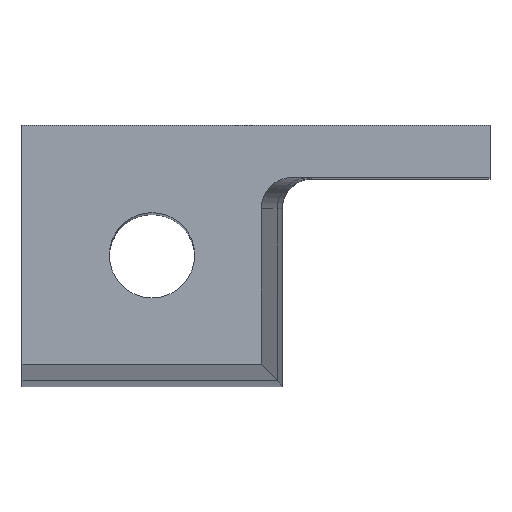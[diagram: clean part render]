
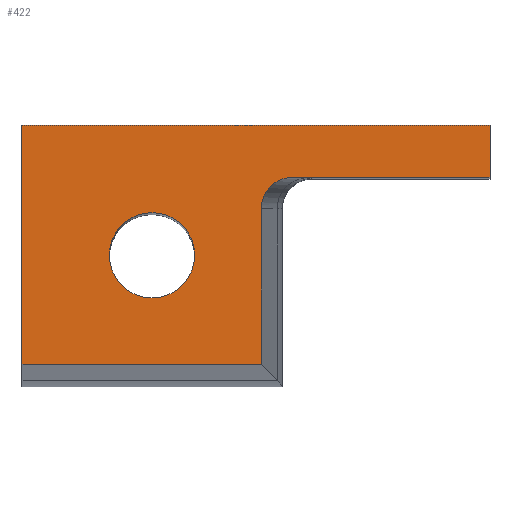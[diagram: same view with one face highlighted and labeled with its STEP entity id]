
A CAD part, top view. The second image highlights one B-rep face of the part: STEP entity #422.
In plain terms, the highlighted planar face has unit normal (0, 0, 1).
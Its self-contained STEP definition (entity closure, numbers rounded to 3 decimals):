
#17=FACE_BOUND('',#79,.T.);
#29=PLANE('',#476);
#52=FACE_OUTER_BOUND('',#78,.T.);
#78=EDGE_LOOP('',(#357,#358,#359,#360,#361,#362,#363));
#79=EDGE_LOOP('',(#364));
#90=ELLIPSE('',#457,3.01,3.);
#101=LINE('',#654,#139);
#108=LINE('',#679,#146);
#121=LINE('',#706,#159);
#122=LINE('',#708,#160);
#123=LINE('',#711,#161);
#124=LINE('',#712,#162);
#139=VECTOR('',#529,10.);
#146=VECTOR('',#552,10.);
#159=VECTOR('',#581,10.);
#160=VECTOR('',#584,10.);
#161=VECTOR('',#587,10.);
#162=VECTOR('',#588,10.);
#181=CIRCLE('',#477,4.1);
#195=VERTEX_POINT('',#644);
#196=VERTEX_POINT('',#645);
#198=VERTEX_POINT('',#652);
#207=VERTEX_POINT('',#676);
#208=VERTEX_POINT('',#678);
#214=VERTEX_POINT('',#704);
#215=VERTEX_POINT('',#710);
#216=VERTEX_POINT('',#713);
#234=EDGE_CURVE('',#195,#196,#90,.T.);
#239=EDGE_CURVE('',#195,#198,#101,.T.);
#251=EDGE_CURVE('',#208,#207,#108,.T.);
#265=EDGE_CURVE('',#214,#207,#121,.T.);
#266=EDGE_CURVE('',#196,#214,#122,.T.);
#267=EDGE_CURVE('',#215,#198,#123,.T.);
#268=EDGE_CURVE('',#215,#208,#124,.T.);
#269=EDGE_CURVE('',#216,#216,#181,.T.);
#357=ORIENTED_EDGE('',*,*,#265,.F.);
#358=ORIENTED_EDGE('',*,*,#266,.F.);
#359=ORIENTED_EDGE('',*,*,#234,.F.);
#360=ORIENTED_EDGE('',*,*,#239,.T.);
#361=ORIENTED_EDGE('',*,*,#267,.F.);
#362=ORIENTED_EDGE('',*,*,#268,.T.);
#363=ORIENTED_EDGE('',*,*,#251,.T.);
#364=ORIENTED_EDGE('',*,*,#269,.T.);
#422=ADVANCED_FACE('',(#52,#17),#29,.T.);
#457=AXIS2_PLACEMENT_3D('',#646,#521,#522);
#476=AXIS2_PLACEMENT_3D('',#709,#585,#586);
#477=AXIS2_PLACEMENT_3D('',#714,#589,#590);
#521=DIRECTION('center_axis',(0.,0.,1.));
#522=DIRECTION('ref_axis',(-1.,0.,0.));
#529=DIRECTION('',(1.,0.,0.));
#552=DIRECTION('',(0.,-1.,0.));
#581=DIRECTION('',(-1.,0.,0.));
#584=DIRECTION('',(0.,-1.,0.));
#585=DIRECTION('center_axis',(0.,0.,1.));
#586=DIRECTION('ref_axis',(0.,1.,0.));
#587=DIRECTION('',(0.,-1.,0.));
#588=DIRECTION('',(-1.,0.,0.));
#589=DIRECTION('center_axis',(0.,0.,-1.));
#590=DIRECTION('ref_axis',(1.,0.,0.));
#644=CARTESIAN_POINT('',(26.01,20.,110.));
#645=CARTESIAN_POINT('',(23.,17.,110.));
#646=CARTESIAN_POINT('Origin',(26.01,17.,110.));
#652=CARTESIAN_POINT('',(45.,20.,110.));
#654=CARTESIAN_POINT('',(25.,20.,110.));
#676=CARTESIAN_POINT('',(0.,2.,110.));
#678=CARTESIAN_POINT('',(0.,25.,110.));
#679=CARTESIAN_POINT('',(0.,12.5,110.));
#704=CARTESIAN_POINT('',(23.,2.,110.));
#706=CARTESIAN_POINT('',(12.5,2.,110.));
#708=CARTESIAN_POINT('',(23.,12.5,110.));
#709=CARTESIAN_POINT('Origin',(12.5,12.5,110.));
#710=CARTESIAN_POINT('',(45.,25.,110.));
#711=CARTESIAN_POINT('',(45.,25.,110.));
#712=CARTESIAN_POINT('',(12.5,25.,110.));
#713=CARTESIAN_POINT('',(8.4,12.5,110.));
#714=CARTESIAN_POINT('Origin',(12.5,12.5,110.));
